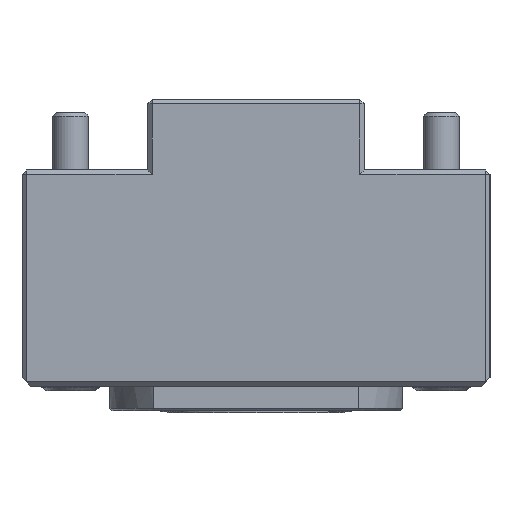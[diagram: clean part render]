
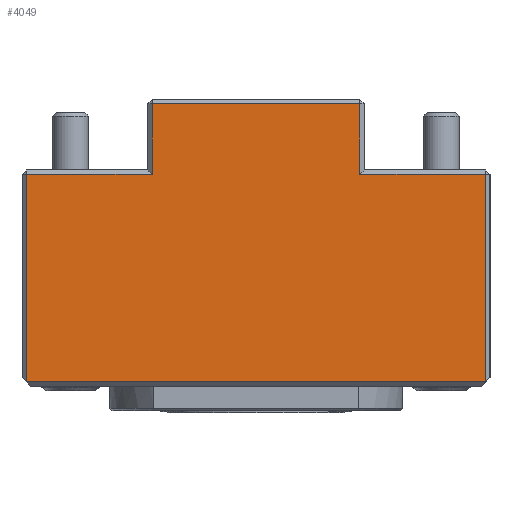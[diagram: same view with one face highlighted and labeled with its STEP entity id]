
A CAD part, left-side view. The second image highlights one B-rep face of the part: STEP entity #4049.
In plain terms, the highlighted planar face has unit normal (-1, 0, 0).
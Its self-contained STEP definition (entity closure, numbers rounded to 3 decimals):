
#100=LINE('',#6485,#374);
#102=LINE('',#6489,#376);
#116=LINE('',#6527,#390);
#151=LINE('',#6630,#425);
#174=LINE('',#6687,#448);
#218=LINE('',#6791,#492);
#219=LINE('',#6793,#493);
#220=LINE('',#6794,#494);
#374=VECTOR('',#4903,1000.);
#376=VECTOR('',#4907,1000.);
#390=VECTOR('',#4945,1000.);
#425=VECTOR('',#5042,1000.);
#448=VECTOR('',#5105,1000.);
#492=VECTOR('',#5181,1000.);
#493=VECTOR('',#5182,1000.);
#494=VECTOR('',#5183,1000.);
#1183=ORIENTED_EDGE('',*,*,#2121,.T.);
#1184=ORIENTED_EDGE('',*,*,#2122,.T.);
#1185=ORIENTED_EDGE('',*,*,#1977,.T.);
#1186=ORIENTED_EDGE('',*,*,#1995,.T.);
#1187=ORIENTED_EDGE('',*,*,#2044,.T.);
#1188=ORIENTED_EDGE('',*,*,#1975,.T.);
#1189=ORIENTED_EDGE('',*,*,#2123,.T.);
#1190=ORIENTED_EDGE('',*,*,#2073,.T.);
#1975=EDGE_CURVE('',#2512,#2511,#100,.T.);
#1977=EDGE_CURVE('',#2489,#2469,#102,.T.);
#1995=EDGE_CURVE('',#2469,#2524,#116,.T.);
#2044=EDGE_CURVE('',#2524,#2512,#151,.T.);
#2073=EDGE_CURVE('',#2568,#2569,#174,.T.);
#2121=EDGE_CURVE('',#2569,#2604,#218,.T.);
#2122=EDGE_CURVE('',#2604,#2489,#219,.T.);
#2123=EDGE_CURVE('',#2511,#2568,#220,.T.);
#2469=VERTEX_POINT('',#6368);
#2489=VERTEX_POINT('',#6425);
#2511=VERTEX_POINT('',#6484);
#2512=VERTEX_POINT('',#6486);
#2524=VERTEX_POINT('',#6526);
#2568=VERTEX_POINT('',#6688);
#2569=VERTEX_POINT('',#6689);
#2604=VERTEX_POINT('',#6792);
#3113=EDGE_LOOP('',(#1183,#1184,#1185,#1186,#1187,#1188,#1189,#1190));
#3517=FACE_BOUND('',#3113,.T.);
#3888=PLANE('',#4388);
#4049=ADVANCED_FACE('',(#3517),#3888,.T.);
#4388=AXIS2_PLACEMENT_3D('',#6790,#5179,#5180);
#4903=DIRECTION('',(0.,0.,-1.));
#4907=DIRECTION('',(0.,1.,0.));
#4945=DIRECTION('',(0.,0.,-1.));
#5042=DIRECTION('',(0.,1.,0.));
#5105=DIRECTION('',(0.,0.,1.));
#5179=DIRECTION('',(-1.,0.,0.));
#5180=DIRECTION('',(0.,0.,-1.));
#5181=DIRECTION('',(0.,1.,0.));
#5182=DIRECTION('',(0.,0.,1.));
#5183=DIRECTION('',(0.,-1.,0.));
#6368=CARTESIAN_POINT('',(-49.,23.5,15.));
#6425=CARTESIAN_POINT('',(-49.,-23.5,15.));
#6484=CARTESIAN_POINT('',(-49.,52.,-48.));
#6485=CARTESIAN_POINT('',(-49.,52.,16.));
#6486=CARTESIAN_POINT('',(-49.,52.,-1.));
#6489=CARTESIAN_POINT('',(-49.,53.,15.));
#6526=CARTESIAN_POINT('',(-49.,23.5,-1.));
#6527=CARTESIAN_POINT('',(-49.,23.5,0.));
#6630=CARTESIAN_POINT('',(-49.,53.,-1.));
#6687=CARTESIAN_POINT('',(-49.,-52.,0.));
#6688=CARTESIAN_POINT('',(-49.,-52.,-48.));
#6689=CARTESIAN_POINT('',(-49.,-52.,-1.));
#6790=CARTESIAN_POINT('',(-49.,53.,16.));
#6791=CARTESIAN_POINT('',(-49.,53.,-1.));
#6792=CARTESIAN_POINT('',(-49.,-23.5,-1.));
#6793=CARTESIAN_POINT('',(-49.,-23.5,16.));
#6794=CARTESIAN_POINT('',(-49.,53.,-48.));
